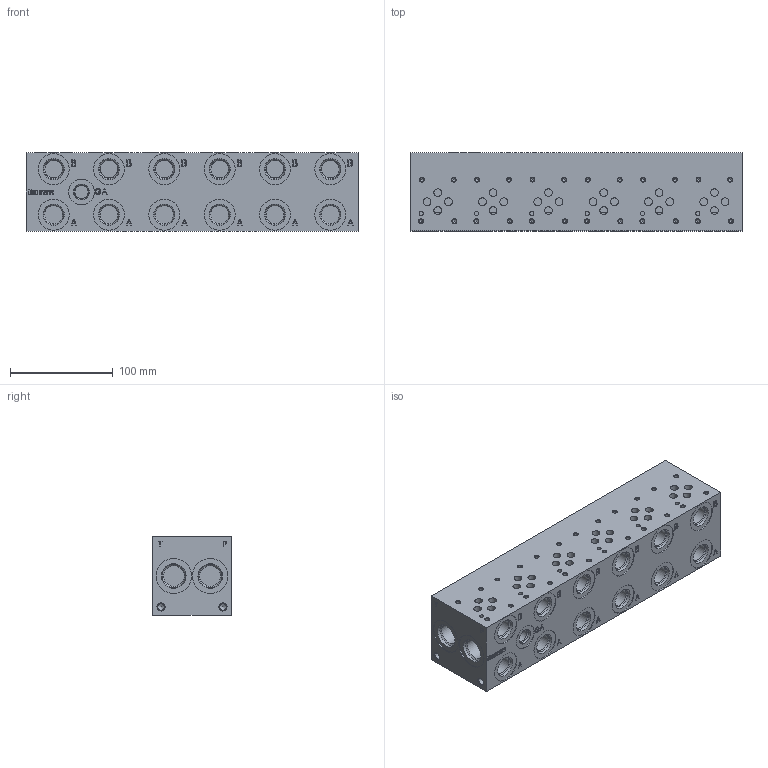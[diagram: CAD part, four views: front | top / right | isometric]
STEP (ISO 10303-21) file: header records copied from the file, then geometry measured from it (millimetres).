
FILE_DESCRIPTION( ( 'STEP AP214' ), ' ' );
FILE_NAME( 'AD03P062S_C.stp', '2018-04-23T17:58:08', ( '' ), ( '' ), ' ', 'PARTsolutions', ' ' );
FILE_SCHEMA( ( 'AUTOMOTIVE_DESIGN { 1 0 10303 214 1 1 1 1 }' ) );
Length unit declared in the file: inch
Products named in the file (1): _AD03P062S/C
Bounding box: 323.85 x 76.2 x 76.2 mm (x, y, z)
Volume: 1758358.4 mm3; surface area: 141838.5 mm2
Topology: 1 solids, 1 shells, 622 faces, 1465 edges, 946 vertices
Faces by surface type: plane 361, cylinder 167, cone 94
Full cylindrical faces by diameter (mm): 3.68 x24, 4.013 x6, 6.411 x4, 7.493 x24, 12.761 x1, 14.275 x1, 15.9 x1, 17.33 x12, 20.262 x4, 20.625 x1, 25.019 x1, 30.175 x1, 30.251 x12, 34.417 x4
Entity records: 21603 total; most frequent: CARTESIAN_POINT 2886, DIRECTION 2869, ORIENTED_EDGE 2462, EDGE_CURVE 1231, AXIS2_PLACEMENT_3D 1021, VERTEX_POINT 930, EDGE_LOOP 925, LINE 827
